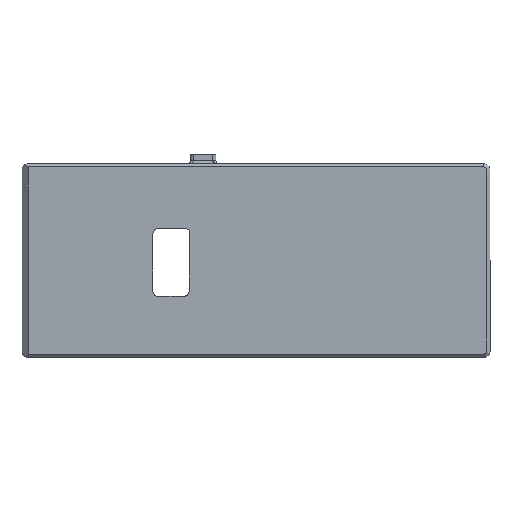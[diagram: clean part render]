
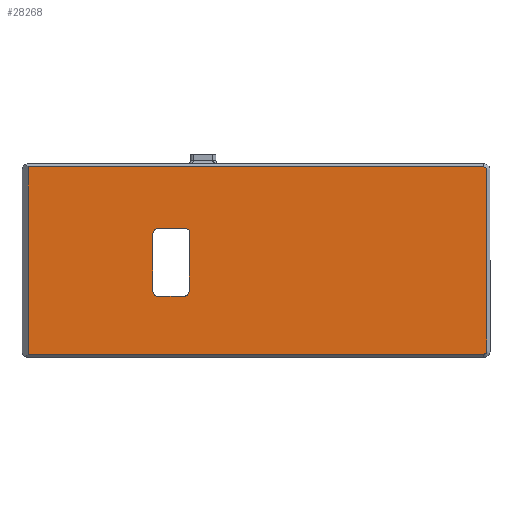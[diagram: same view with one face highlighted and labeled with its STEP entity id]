
A CAD part, top view. The second image highlights one B-rep face of the part: STEP entity #28268.
In plain terms, the highlighted planar face has unit normal (0, 0, 1).
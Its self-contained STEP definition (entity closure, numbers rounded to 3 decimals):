
#88 = AXIS2_PLACEMENT_3D ( 'NONE', #877, #14381, #2978 ) ;
#877 = CARTESIAN_POINT ( 'NONE',  ( 13.709, -8.061, 3. ) ) ;
#906 = VECTOR ( 'NONE', #24737, 1000. ) ;
#1094 = EDGE_CURVE ( 'NONE', #18671, #25314, #21386, .T. ) ;
#1273 = VERTEX_POINT ( 'NONE', #20728 ) ;
#1522 = VERTEX_POINT ( 'NONE', #24179 ) ;
#1774 = VERTEX_POINT ( 'NONE', #15487 ) ;
#1952 = VERTEX_POINT ( 'NONE', #25405 ) ;
#1958 = EDGE_CURVE ( 'NONE', #1774, #1952, #18037, .T. ) ;
#2978 = DIRECTION ( 'NONE',  ( 1., 0., 0. ) ) ;
#3258 = ORIENTED_EDGE ( 'NONE', *, *, #25239, .T. ) ;
#3759 = DIRECTION ( 'NONE',  ( 0., 1., 0. ) ) ;
#4397 = ORIENTED_EDGE ( 'NONE', *, *, #1958, .F. ) ;
#4679 = CARTESIAN_POINT ( 'NONE',  ( -82.104, 29.268, 3. ) ) ;
#4911 = ORIENTED_EDGE ( 'NONE', *, *, #29516, .T. ) ;
#5010 = CARTESIAN_POINT ( 'NONE',  ( -132.291, 0., 3. ) ) ;
#5666 = VECTOR ( 'NONE', #17246, 1000. ) ;
#5715 = CARTESIAN_POINT ( 'NONE',  ( 0., -9.061, 3. ) ) ;
#5776 = VECTOR ( 'NONE', #3759, 1000. ) ;
#5839 = EDGE_CURVE ( 'NONE', #25272, #28585, #10635, .T. ) ;
#5889 = EDGE_CURVE ( 'NONE', #1522, #25151, #7263, .T. ) ;
#5934 = DIRECTION ( 'NONE',  ( 0., 0., 1. ) ) ;
#6085 = VECTOR ( 'NONE', #14161, 1000. ) ;
#6156 = EDGE_CURVE ( 'NONE', #14082, #16630, #20675, .T. ) ;
#6217 = AXIS2_PLACEMENT_3D ( 'NONE', #17763, #5934, #15377 ) ;
#6347 = LINE ( 'NONE', #29041, #10486 ) ;
#6373 = FACE_BOUND ( 'NONE', #16212, .T. ) ;
#6576 = AXIS2_PLACEMENT_3D ( 'NONE', #10784, #19777, #8369 ) ;
#7005 = AXIS2_PLACEMENT_3D ( 'NONE', #15629, #22840, #19991 ) ;
#7263 = CIRCLE ( 'NONE', #88, 1. ) ;
#7265 = LINE ( 'NONE', #14623, #13347 ) ;
#7319 = DIRECTION ( 'NONE',  ( 0., 0., 1. ) ) ;
#7614 = ORIENTED_EDGE ( 'NONE', *, *, #25071, .F. ) ;
#8369 = DIRECTION ( 'NONE',  ( 1., 0., 0. ) ) ;
#8445 = DIRECTION ( 'NONE',  ( 0., -1., 0. ) ) ;
#8450 = CARTESIAN_POINT ( 'NONE',  ( 13.709, 50.939, 3. ) ) ;
#8959 = AXIS2_PLACEMENT_3D ( 'NONE', #4679, #27818, #18625 ) ;
#9184 = AXIS2_PLACEMENT_3D ( 'NONE', #16468, #7319, #15885 ) ;
#9206 = ORIENTED_EDGE ( 'NONE', *, *, #19408, .T. ) ;
#9222 = LINE ( 'NONE', #5010, #6085 ) ;
#10213 = EDGE_CURVE ( 'NONE', #14134, #25272, #6347, .T. ) ;
#10485 = ORIENTED_EDGE ( 'NONE', *, *, #20348, .F. ) ;
#10486 = VECTOR ( 'NONE', #8445, 1000. ) ;
#10598 = PLANE ( 'NONE',  #6217 ) ;
#10635 = CIRCLE ( 'NONE', #9184, 2. ) ;
#10784 = CARTESIAN_POINT ( 'NONE',  ( -90.402, 29.268, 3. ) ) ;
#11035 = ORIENTED_EDGE ( 'NONE', *, *, #5889, .T. ) ;
#11075 = CARTESIAN_POINT ( 'NONE',  ( -82.664, 11.439, 3. ) ) ;
#12176 = ORIENTED_EDGE ( 'NONE', *, *, #5839, .F. ) ;
#12323 = ORIENTED_EDGE ( 'NONE', *, *, #6156, .F. ) ;
#12757 = ORIENTED_EDGE ( 'NONE', *, *, #21794, .T. ) ;
#13237 = DIRECTION ( 'NONE',  ( -1., 0., 0. ) ) ;
#13347 = VECTOR ( 'NONE', #23780, 1000. ) ;
#14082 = VERTEX_POINT ( 'NONE', #27349 ) ;
#14134 = VERTEX_POINT ( 'NONE', #19968 ) ;
#14161 = DIRECTION ( 'NONE',  ( 0., -1., 0. ) ) ;
#14381 = DIRECTION ( 'NONE',  ( 0., 0., 1. ) ) ;
#14482 = CARTESIAN_POINT ( 'NONE',  ( 14.709, -8.061, 3. ) ) ;
#14623 = CARTESIAN_POINT ( 'NONE',  ( 0., 50.939, 3. ) ) ;
#14801 = EDGE_CURVE ( 'NONE', #16630, #1774, #27005, .T. ) ;
#15154 = LINE ( 'NONE', #22358, #5776 ) ;
#15322 = VERTEX_POINT ( 'NONE', #26971 ) ;
#15377 = DIRECTION ( 'NONE',  ( 1., 0., 0. ) ) ;
#15413 = DIRECTION ( 'NONE',  ( 0., 0., 1. ) ) ;
#15487 = CARTESIAN_POINT ( 'NONE',  ( -80.664, 30.656, 3. ) ) ;
#15575 = CARTESIAN_POINT ( 'NONE',  ( -80.664, 0., 3. ) ) ;
#15620 = LINE ( 'NONE', #19541, #20895 ) ;
#15629 = CARTESIAN_POINT ( 'NONE',  ( 13.709, 49.939, 3. ) ) ;
#15885 = DIRECTION ( 'NONE',  ( 1., 0., 0. ) ) ;
#16110 = CARTESIAN_POINT ( 'NONE',  ( -90.402, 9.439, 3. ) ) ;
#16212 = EDGE_LOOP ( 'NONE', ( #12176, #25681, #10485, #17338, #4397, #29104, #12323, #7614 ) ) ;
#16468 = CARTESIAN_POINT ( 'NONE',  ( -90.402, 11.439, 3. ) ) ;
#16607 = CARTESIAN_POINT ( 'NONE',  ( -80.664, 11.439, 3. ) ) ;
#16630 = VERTEX_POINT ( 'NONE', #16607 ) ;
#16777 = ORIENTED_EDGE ( 'NONE', *, *, #1094, .T. ) ;
#17246 = DIRECTION ( 'NONE',  ( 1., 0., 0. ) ) ;
#17338 = ORIENTED_EDGE ( 'NONE', *, *, #18212, .F. ) ;
#17596 = CARTESIAN_POINT ( 'NONE',  ( -92.402, 11.439, 3. ) ) ;
#17763 = CARTESIAN_POINT ( 'NONE',  ( 0., 0., 3. ) ) ;
#17801 = DIRECTION ( 'NONE',  ( 1., 0., 0. ) ) ;
#18037 = CIRCLE ( 'NONE', #8959, 2. ) ;
#18212 = EDGE_CURVE ( 'NONE', #1952, #1273, #15620, .T. ) ;
#18520 = CARTESIAN_POINT ( 'NONE',  ( -132.291, 50.939, 3. ) ) ;
#18625 = DIRECTION ( 'NONE',  ( 1., 0., 0. ) ) ;
#18671 = VERTEX_POINT ( 'NONE', #19221 ) ;
#19221 = CARTESIAN_POINT ( 'NONE',  ( 14.709, 49.939, 3. ) ) ;
#19408 = EDGE_CURVE ( 'NONE', #25072, #15322, #9222, .T. ) ;
#19541 = CARTESIAN_POINT ( 'NONE',  ( 0., 31.268, 3. ) ) ;
#19777 = DIRECTION ( 'NONE',  ( 0., 0., 1. ) ) ;
#19968 = CARTESIAN_POINT ( 'NONE',  ( -92.402, 29.268, 3. ) ) ;
#19991 = DIRECTION ( 'NONE',  ( 1., 0., 0. ) ) ;
#20208 = AXIS2_PLACEMENT_3D ( 'NONE', #11075, #15413, #17801 ) ;
#20348 = EDGE_CURVE ( 'NONE', #1273, #14134, #25286, .T. ) ;
#20675 = CIRCLE ( 'NONE', #20208, 2. ) ;
#20728 = CARTESIAN_POINT ( 'NONE',  ( -90.402, 31.268, 3. ) ) ;
#20774 = CARTESIAN_POINT ( 'NONE',  ( 0., 9.439, 3. ) ) ;
#20895 = VECTOR ( 'NONE', #13237, 1000. ) ;
#21386 = CIRCLE ( 'NONE', #7005, 1. ) ;
#21794 = EDGE_CURVE ( 'NONE', #15322, #1522, #28986, .T. ) ;
#22358 = CARTESIAN_POINT ( 'NONE',  ( 14.709, 0., 3. ) ) ;
#22840 = DIRECTION ( 'NONE',  ( 0., 0., 1. ) ) ;
#23780 = DIRECTION ( 'NONE',  ( -1., 0., 0. ) ) ;
#24179 = CARTESIAN_POINT ( 'NONE',  ( 13.709, -9.061, 3. ) ) ;
#24737 = DIRECTION ( 'NONE',  ( 0., 1., 0. ) ) ;
#25071 = EDGE_CURVE ( 'NONE', #28585, #14082, #26049, .T. ) ;
#25072 = VERTEX_POINT ( 'NONE', #18520 ) ;
#25151 = VERTEX_POINT ( 'NONE', #14482 ) ;
#25239 = EDGE_CURVE ( 'NONE', #25314, #25072, #7265, .T. ) ;
#25272 = VERTEX_POINT ( 'NONE', #17596 ) ;
#25286 = CIRCLE ( 'NONE', #6576, 2. ) ;
#25314 = VERTEX_POINT ( 'NONE', #8450 ) ;
#25405 = CARTESIAN_POINT ( 'NONE',  ( -82.104, 31.268, 3. ) ) ;
#25681 = ORIENTED_EDGE ( 'NONE', *, *, #10213, .F. ) ;
#25916 = EDGE_LOOP ( 'NONE', ( #9206, #12757, #11035, #4911, #16777, #3258 ) ) ;
#26049 = LINE ( 'NONE', #20774, #29186 ) ;
#26943 = FACE_OUTER_BOUND ( 'NONE', #25916, .T. ) ;
#26971 = CARTESIAN_POINT ( 'NONE',  ( -132.291, -9.061, 3. ) ) ;
#27005 = LINE ( 'NONE', #15575, #906 ) ;
#27349 = CARTESIAN_POINT ( 'NONE',  ( -82.664, 9.439, 3. ) ) ;
#27818 = DIRECTION ( 'NONE',  ( 0., 0., 1. ) ) ;
#28159 = DIRECTION ( 'NONE',  ( 1., 0., 0. ) ) ;
#28268 = ADVANCED_FACE ( 'NONE', ( #26943, #6373 ), #10598, .T. ) ;
#28585 = VERTEX_POINT ( 'NONE', #16110 ) ;
#28986 = LINE ( 'NONE', #5715, #5666 ) ;
#29041 = CARTESIAN_POINT ( 'NONE',  ( -92.402, 0., 3. ) ) ;
#29104 = ORIENTED_EDGE ( 'NONE', *, *, #14801, .F. ) ;
#29186 = VECTOR ( 'NONE', #28159, 1000. ) ;
#29516 = EDGE_CURVE ( 'NONE', #25151, #18671, #15154, .T. ) ;
